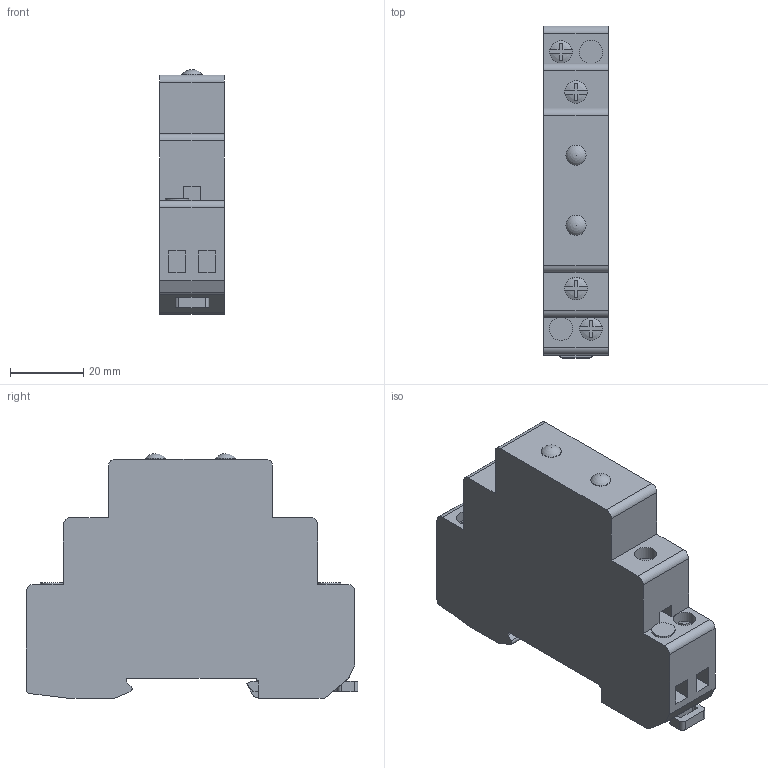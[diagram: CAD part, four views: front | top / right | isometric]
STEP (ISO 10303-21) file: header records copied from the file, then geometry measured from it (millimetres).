
FILE_DESCRIPTION(/* description */ ('STEP AP214'),/* implementation_level */ '2;1');
FILE_NAME(/* name */ 'eaton-z_dld_twinlight-3d-model',/* time_stamp */ '2024-12-04T07:44:46+01:00',/* author */ ('License CC BY-ND 4.0'),/* organization */ ('CADENAS'),/* preprocessor_version */ 'ST-DEVELOPER v19.3',/* originating_system */ 'PARTsolutions',/* authorisation */ ' ');
FILE_SCHEMA (('AUTOMOTIVE_DESIGN {1 0 10303 214 3 1 1}'));
Length unit declared in the file: millimetre
Products named in the file (1): 284926
Bounding box: 17.6 x 90.8 x 67 mm (x, y, z)
Volume: 78319.4 mm3; surface area: 17092.8 mm2
Topology: 1 solids, 1 shells, 189 faces, 512 edges, 340 vertices
Faces by surface type: plane 131, cylinder 40, sphere 10, torus 8
Full cylindrical faces by diameter (mm): 5.5 x2, 6.2 x4, 7 x4, 7.4 x4
Entity records: 5836 total; most frequent: CARTESIAN_POINT 1054, DIRECTION 992, ORIENTED_EDGE 972, EDGE_CURVE 486, AXIS2_PLACEMENT_3D 332, VERTEX_POINT 330, LINE 328, VECTOR 328
